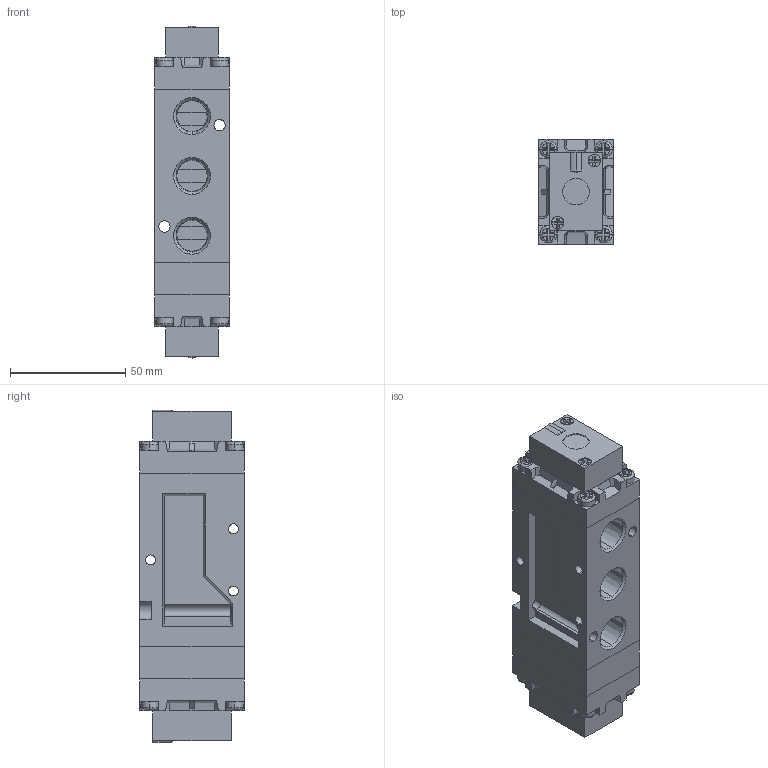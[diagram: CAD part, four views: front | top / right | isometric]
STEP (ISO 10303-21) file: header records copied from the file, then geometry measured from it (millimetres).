
FILE_DESCRIPTION (( 'STEP AP203' ), '1' );
FILE_NAME ('SFP5303.STEP', '2016-01-13T02:40:44', ( 'yrd8' ), ( 'Hewlett-Packard Company' ), 'SwSTEP 2.0', 'SolidWorks 2008', '' );
FILE_SCHEMA (( 'CONFIG_CONTROL_DESIGN' ));
Length unit declared in the file: millimetre
Products named in the file (5): SFP5303; SFP5000 Body; SFP5000 Pilot_ル遽; SFP5000 Block Guide_ル遽; SFP5000 PPS Semi_晦獄 撲薑
Assembly tree (6 placements, depth 2):
  SFP5303
    SFP5000 Pilot_ル遽  x2
    SFP5000 PPS Semi_晦獄 撲薑  x2
    SFP5000 Body
    SFP5000 Block Guide_ル遽
Bounding box: 32.5 x 45.5 x 144.3 mm (x, y, z)
Volume: 166130.7 mm3; surface area: 44842.9 mm2
Topology: 6 solids, 6 shells, 493 faces, 1330 edges, 874 vertices
Faces by surface type: plane 377, cylinder 74, cone 24, torus 18
Entity records: 10011 total; most frequent: CARTESIAN_POINT 1891, ORIENTED_EDGE 1610, DIRECTION 1514, EDGE_CURVE 805, LINE 552, VECTOR 552, VERTEX_POINT 530, AXIS2_PLACEMENT_3D 481
